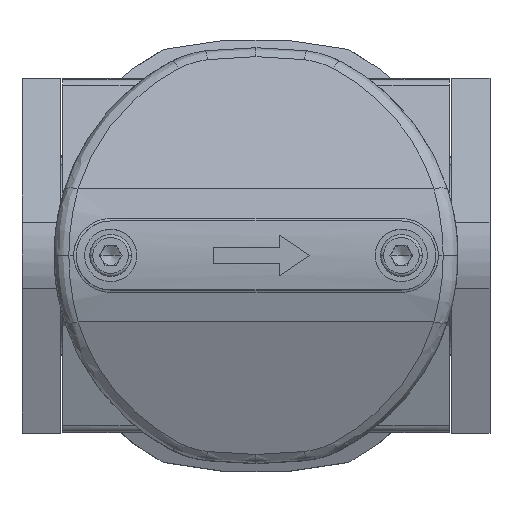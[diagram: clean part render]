
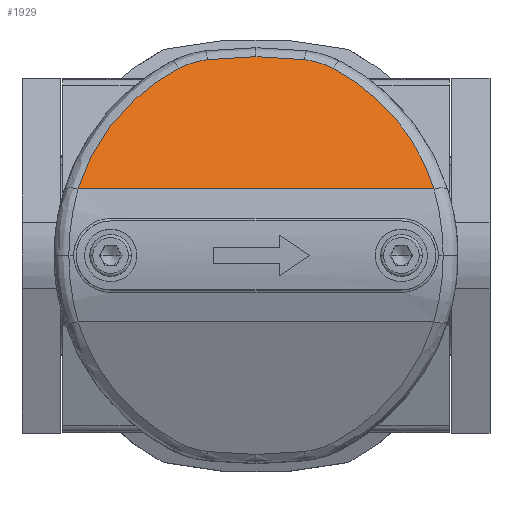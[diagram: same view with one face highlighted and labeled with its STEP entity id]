
A CAD part, top view. The second image highlights one B-rep face of the part: STEP entity #1929.
In plain terms, the highlighted face is planar.
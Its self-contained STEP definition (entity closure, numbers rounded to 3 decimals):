
#423 = CARTESIAN_POINT ( 'NONE',  ( 40.372, -13.888, 3.299 ) ) ;
#523 = CARTESIAN_POINT ( 'NONE',  ( 40.173, -13.804, 6.591 ) ) ;
#1080 = CARTESIAN_POINT ( 'NONE',  ( 13.5, -2.482, 36.127 ) ) ;
#1262 = CARTESIAN_POINT ( 'NONE',  ( 37.976, -12.871, 15.675 ) ) ;
#1275 = EDGE_CURVE ( 'NONE', #5510, #22817, #16970, .T. ) ;
#1371 = CARTESIAN_POINT ( 'NONE',  ( 39.53, -13.531, 11.9 ) ) ;
#1454 = CARTESIAN_POINT ( 'NONE',  ( 37.976, -12.871, 15.675 ) ) ;
#1661 = CARTESIAN_POINT ( 'NONE',  ( 37.976, -12.871, 15.675 ) ) ;
#1929 = ADVANCED_FACE ( 'NONE', ( #31110 ), #14736, .F. ) ;
#2454 = ORIENTED_EDGE ( 'NONE', *, *, #18926, .F. ) ;
#2860 = CARTESIAN_POINT ( 'NONE',  ( 40.372, -13.888, 0. ) ) ;
#3623 =( BOUNDED_CURVE ( )  B_SPLINE_CURVE ( 3, ( #2860, #423, #523, #17446 ),
 .UNSPECIFIED., .F., .F. ) 
 B_SPLINE_CURVE_WITH_KNOTS ( ( 4, 4 ),
 ( 0., 0.121 ),
 .UNSPECIFIED. ) 
 CURVE ( )  GEOMETRIC_REPRESENTATION_ITEM ( )  RATIONAL_B_SPLINE_CURVE ( ( 1., 0.999, 0.999, 1. ) ) 
 REPRESENTATION_ITEM ( '' )  );
#3798 = CARTESIAN_POINT ( 'NONE',  ( 37.976, -12.871, -15.675 ) ) ;
#3931 = VERTEX_POINT ( 'NONE', #1080 ) ;
#4022 = ORIENTED_EDGE ( 'NONE', *, *, #1275, .T. ) ;
#4141 = CARTESIAN_POINT ( 'NONE',  ( 39.777, -13.635, -9.866 ) ) ;
#4261 = AXIS2_PLACEMENT_3D ( 'NONE', #29183, #19654, #5200 ) ;
#4532 =( BOUNDED_CURVE ( )  B_SPLINE_CURVE ( 3, ( #4141, #16212, #9013, #25851 ),
 .UNSPECIFIED., .F., .F. ) 
 B_SPLINE_CURVE_WITH_KNOTS ( ( 4, 4 ),
 ( 6.163, 6.283 ),
 .UNSPECIFIED. ) 
 CURVE ( )  GEOMETRIC_REPRESENTATION_ITEM ( )  RATIONAL_B_SPLINE_CURVE ( ( 1., 0.999, 0.999, 1. ) ) 
 REPRESENTATION_ITEM ( '' )  );
#4924 = CARTESIAN_POINT ( 'NONE',  ( 39.53, -13.531, -11.9 ) ) ;
#5200 = DIRECTION ( 'NONE',  ( 0.921, -0.391, 0. ) ) ;
#5206 = ORIENTED_EDGE ( 'NONE', *, *, #15033, .F. ) ;
#5261 = LINE ( 'NONE', #16628, #10944 ) ;
#5510 = VERTEX_POINT ( 'NONE', #21662 ) ;
#6281 = EDGE_LOOP ( 'NONE', ( #4022, #2454, #27399, #5206, #15715, #21148, #13733 ) ) ;
#6290 = CARTESIAN_POINT ( 'NONE',  ( 24.2, -7.023, 32.798 ) ) ;
#7223 = EDGE_CURVE ( 'NONE', #27662, #3931, #5261, .T. ) ;
#7885 =( BOUNDED_CURVE ( )  B_SPLINE_CURVE ( 3, ( #13424, #18171, #18271, #3798 ),
 .UNSPECIFIED., .F., .F. ) 
 B_SPLINE_CURVE_WITH_KNOTS ( ( 4, 4 ),
 ( 5.014, 5.803 ),
 .UNSPECIFIED. ) 
 CURVE ( )  GEOMETRIC_REPRESENTATION_ITEM ( )  RATIONAL_B_SPLINE_CURVE ( ( 1., 0.949, 0.949, 1. ) ) 
 REPRESENTATION_ITEM ( '' )  );
#8552 = CARTESIAN_POINT ( 'NONE',  ( 38.923, -13.273, 13.858 ) ) ;
#8770 = EDGE_CURVE ( 'NONE', #5510, #11771, #4532, .T. ) ;
#9013 = CARTESIAN_POINT ( 'NONE',  ( 40.372, -13.888, -3.299 ) ) ;
#9434 = DIRECTION ( 'NONE',  ( 0., 0., 1. ) ) ;
#10034 = CARTESIAN_POINT ( 'NONE',  ( 40.372, -13.888, 0. ) ) ;
#10944 = VECTOR ( 'NONE', #9434, 1000. ) ;
#11771 = VERTEX_POINT ( 'NONE', #10034 ) ;
#12557 = CARTESIAN_POINT ( 'NONE',  ( 37.976, -12.871, -15.675 ) ) ;
#13424 = CARTESIAN_POINT ( 'NONE',  ( 13.5, -2.482, -36.127 ) ) ;
#13733 = ORIENTED_EDGE ( 'NONE', *, *, #8770, .F. ) ;
#13792 = VERTEX_POINT ( 'NONE', #23795 ) ;
#14736 = PLANE ( 'NONE',  #4261 ) ;
#15033 = EDGE_CURVE ( 'NONE', #19476, #3931, #21512, .T. ) ;
#15231 =( BOUNDED_CURVE ( )  B_SPLINE_CURVE ( 3, ( #1262, #8552, #1371, #18270 ),
 .UNSPECIFIED., .F., .F. ) 
 B_SPLINE_CURVE_WITH_KNOTS ( ( 4, 4 ),
 ( 2.661, 3.021 ),
 .UNSPECIFIED. ) 
 CURVE ( )  GEOMETRIC_REPRESENTATION_ITEM ( )  RATIONAL_B_SPLINE_CURVE ( ( 1., 0.989, 0.989, 1. ) ) 
 REPRESENTATION_ITEM ( '' )  );
#15715 = ORIENTED_EDGE ( 'NONE', *, *, #27595, .T. ) ;
#15929 = CARTESIAN_POINT ( 'NONE',  ( 32.799, -10.673, 25.613 ) ) ;
#16212 = CARTESIAN_POINT ( 'NONE',  ( 40.173, -13.804, -6.591 ) ) ;
#16628 = CARTESIAN_POINT ( 'NONE',  ( 13.5, -2.482, -41. ) ) ;
#16970 =( BOUNDED_CURVE ( )  B_SPLINE_CURVE ( 3, ( #21783, #4924, #19373, #24200 ),
 .UNSPECIFIED., .F., .F. ) 
 B_SPLINE_CURVE_WITH_KNOTS ( ( 4, 4 ),
 ( 3.262, 3.622 ),
 .UNSPECIFIED. ) 
 CURVE ( )  GEOMETRIC_REPRESENTATION_ITEM ( )  RATIONAL_B_SPLINE_CURVE ( ( 1., 0.989, 0.989, 1. ) ) 
 REPRESENTATION_ITEM ( '' )  );
#17446 = CARTESIAN_POINT ( 'NONE',  ( 39.777, -13.635, 9.866 ) ) ;
#17590 = EDGE_CURVE ( 'NONE', #11771, #13792, #3623, .T. ) ;
#18171 = CARTESIAN_POINT ( 'NONE',  ( 24.2, -7.023, -32.798 ) ) ;
#18270 = CARTESIAN_POINT ( 'NONE',  ( 39.777, -13.635, 9.866 ) ) ;
#18271 = CARTESIAN_POINT ( 'NONE',  ( 32.799, -10.673, -25.613 ) ) ;
#18926 = EDGE_CURVE ( 'NONE', #27662, #22817, #7885, .T. ) ;
#19373 = CARTESIAN_POINT ( 'NONE',  ( 38.923, -13.273, -13.858 ) ) ;
#19476 = VERTEX_POINT ( 'NONE', #1661 ) ;
#19654 = DIRECTION ( 'NONE',  ( -0.391, -0.921, 0. ) ) ;
#21148 = ORIENTED_EDGE ( 'NONE', *, *, #17590, .F. ) ;
#21512 =( BOUNDED_CURVE ( )  B_SPLINE_CURVE ( 3, ( #1454, #15929, #6290, #23150 ),
 .UNSPECIFIED., .F., .F. ) 
 B_SPLINE_CURVE_WITH_KNOTS ( ( 4, 4 ),
 ( 0.48, 1.269 ),
 .UNSPECIFIED. ) 
 CURVE ( )  GEOMETRIC_REPRESENTATION_ITEM ( )  RATIONAL_B_SPLINE_CURVE ( ( 1., 0.949, 0.949, 1. ) ) 
 REPRESENTATION_ITEM ( '' )  );
#21662 = CARTESIAN_POINT ( 'NONE',  ( 39.777, -13.635, -9.866 ) ) ;
#21783 = CARTESIAN_POINT ( 'NONE',  ( 39.777, -13.635, -9.866 ) ) ;
#22817 = VERTEX_POINT ( 'NONE', #12557 ) ;
#23150 = CARTESIAN_POINT ( 'NONE',  ( 13.5, -2.482, 36.127 ) ) ;
#23795 = CARTESIAN_POINT ( 'NONE',  ( 39.777, -13.635, 9.866 ) ) ;
#24200 = CARTESIAN_POINT ( 'NONE',  ( 37.976, -12.871, -15.675 ) ) ;
#25818 = CARTESIAN_POINT ( 'NONE',  ( 13.5, -2.482, -36.127 ) ) ;
#25851 = CARTESIAN_POINT ( 'NONE',  ( 40.372, -13.888, 0. ) ) ;
#27399 = ORIENTED_EDGE ( 'NONE', *, *, #7223, .T. ) ;
#27595 = EDGE_CURVE ( 'NONE', #19476, #13792, #15231, .T. ) ;
#27662 = VERTEX_POINT ( 'NONE', #25818 ) ;
#29183 = CARTESIAN_POINT ( 'NONE',  ( 13.5, -2.482, -41. ) ) ;
#31110 = FACE_OUTER_BOUND ( 'NONE', #6281, .T. ) ;
